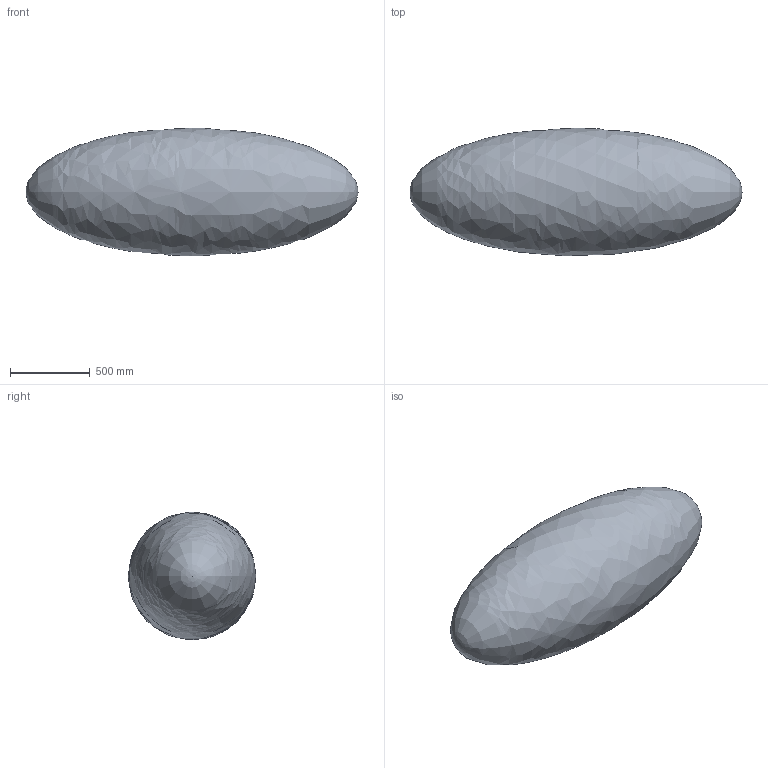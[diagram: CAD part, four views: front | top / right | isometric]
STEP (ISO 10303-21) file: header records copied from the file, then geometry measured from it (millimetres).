
FILE_DESCRIPTION(/* description */ (''),/* implementation_level */ '2;1');
FILE_NAME(/* name */ 'Envelope dirigeable v1.step',/* time_stamp */ '2023-06-05T13:59:32+02:00',/* author */ (''),/* organization */ (''),/* preprocessor_version */ 'ST-DEVELOPER v19.2',/* originating_system */ 'Autodesk Translation Framework v12.6.0.85',/* authorisation */ '');
FILE_SCHEMA (('AUTOMOTIVE_DESIGN { 1 0 10303 214 3 1 1 }'));
Length unit declared in the file: millimetre
Products named in the file (1): Envelope dirigeable
Bounding box: 2080 x 799 x 800 mm (x, y, z)
Surface area: 4345916.5 mm2 (no closed solid volume)
Topology: 0 solids, 1 shells, 1 faces, 3 edges, 2 vertices
Faces by surface type: bspline 1
Entity records: 99 total; most frequent: CARTESIAN_POINT 49, DIRECTION 4, VERTEX_POINT 2, ORIENTED_EDGE 2, DERIVED_UNIT_ELEMENT 2, PROPERTY_DEFINITION_REPRESENTATION 2, REPRESENTATION 2, PROPERTY_DEFINITION 2
